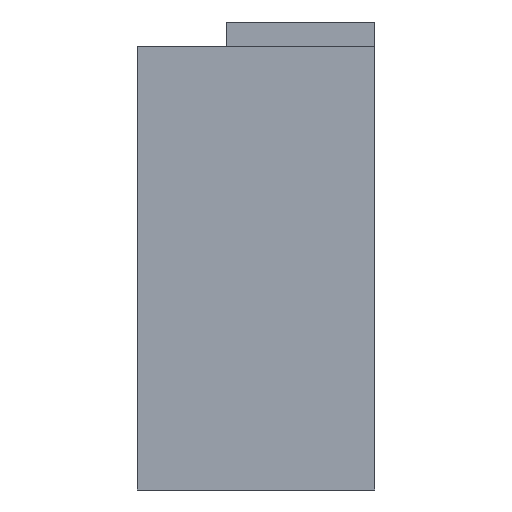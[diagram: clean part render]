
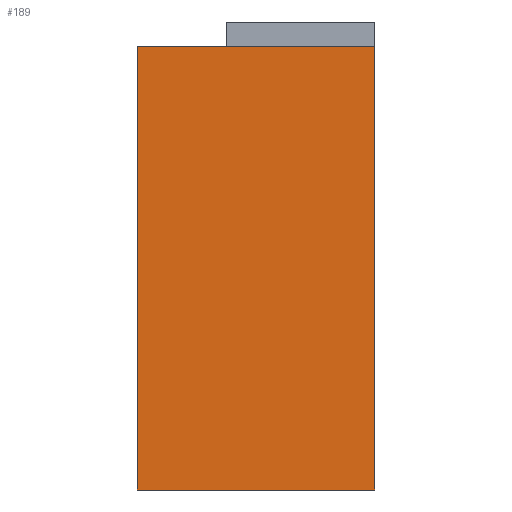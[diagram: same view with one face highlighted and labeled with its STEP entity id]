
A CAD part, front view. The second image highlights one B-rep face of the part: STEP entity #189.
In plain terms, the highlighted planar face has unit normal (0, -1, 0).
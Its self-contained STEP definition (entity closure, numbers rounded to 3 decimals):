
#23=FACE_OUTER_BOUND('',#33,.T.);
#33=EDGE_LOOP('',(#163,#164,#165,#166));
#46=LINE('',#294,#70);
#50=LINE('',#302,#74);
#53=LINE('',#308,#77);
#58=LINE('',#315,#82);
#70=VECTOR('',#244,10.);
#74=VECTOR('',#250,10.);
#77=VECTOR('',#255,10.);
#82=VECTOR('',#262,10.);
#91=VERTEX_POINT('',#292);
#92=VERTEX_POINT('',#293);
#95=VERTEX_POINT('',#301);
#97=VERTEX_POINT('',#307);
#110=EDGE_CURVE('',#91,#92,#46,.T.);
#114=EDGE_CURVE('',#92,#95,#50,.T.);
#117=EDGE_CURVE('',#95,#97,#53,.T.);
#122=EDGE_CURVE('',#97,#91,#58,.T.);
#163=ORIENTED_EDGE('',*,*,#122,.T.);
#164=ORIENTED_EDGE('',*,*,#110,.T.);
#165=ORIENTED_EDGE('',*,*,#114,.T.);
#166=ORIENTED_EDGE('',*,*,#117,.T.);
#179=PLANE('',#219);
#189=ADVANCED_FACE('',(#23),#179,.F.);
#219=AXIS2_PLACEMENT_3D('',#316,#263,#264);
#244=DIRECTION('',(0.,0.,-1.));
#250=DIRECTION('',(1.,0.,0.));
#255=DIRECTION('',(0.,0.,1.));
#262=DIRECTION('',(-1.,0.,0.));
#263=DIRECTION('center_axis',(0.,1.,0.));
#264=DIRECTION('ref_axis',(0.,0.,1.));
#292=CARTESIAN_POINT('',(-115.,0.,0.));
#293=CARTESIAN_POINT('',(-115.,0.,-215.));
#294=CARTESIAN_POINT('',(-115.,0.,0.));
#301=CARTESIAN_POINT('',(0.,0.,-215.));
#302=CARTESIAN_POINT('',(-115.,0.,-215.));
#307=CARTESIAN_POINT('',(0.,0.,0.));
#308=CARTESIAN_POINT('',(0.,0.,-215.));
#315=CARTESIAN_POINT('',(0.,0.,0.));
#316=CARTESIAN_POINT('Origin',(-57.5,0.,-107.5));
